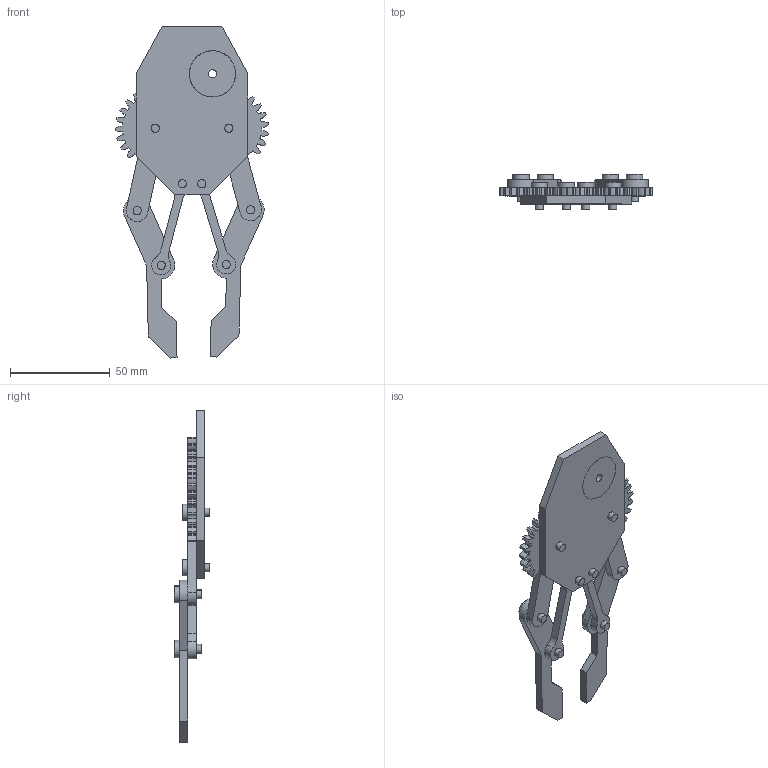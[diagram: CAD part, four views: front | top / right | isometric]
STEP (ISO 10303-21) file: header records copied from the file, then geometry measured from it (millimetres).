
FILE_DESCRIPTION(('FreeCAD Model'),'2;1');
FILE_NAME('Open CASCADE Shape Model','2025-04-17T15:39:59',('FreeCAD'),( 'FreeCAD'),'Open CASCADE STEP processor 7.6','FreeCAD','Unknown');
FILE_SCHEMA(('AUTOMOTIVE_DESIGN { 1 0 10303 214 1 1 1 1 }'));
Products named in the file (1): Open CASCADE STEP translator 7.6 1
Bounding box: 76.51 x 17.7 x 166.14 mm (x, y, z)
Volume: 39807 mm3; surface area: 28167.3 mm2
Topology: 16 solids, 16 shells, 569 faces, 1584 edges, 1056 vertices
Faces by surface type: bspline 569
Entity records: 48540 total; most frequent: CARTESIAN_POINT 39551, ORIENTED_EDGE 3168, EDGE_CURVE 1584, VERTEX_POINT 1056, B_SPLINE_CURVE_WITH_KNOTS 1040, FACE_BOUND 614, EDGE_LOOP 614, ADVANCED_FACE 569
